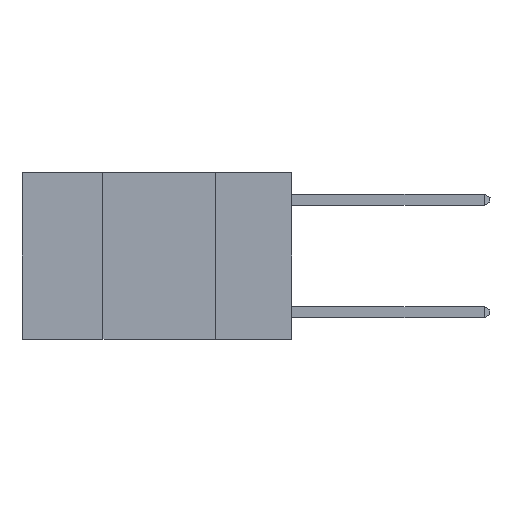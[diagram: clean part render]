
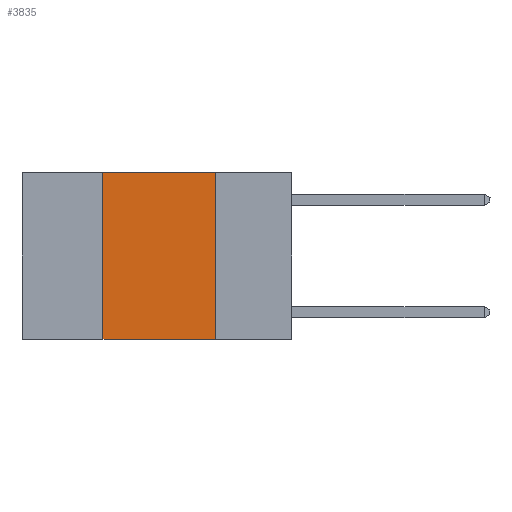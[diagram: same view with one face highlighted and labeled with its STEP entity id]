
A CAD part, left-side view. The second image highlights one B-rep face of the part: STEP entity #3835.
In plain terms, the highlighted planar face has unit normal (-1, 0, 0).
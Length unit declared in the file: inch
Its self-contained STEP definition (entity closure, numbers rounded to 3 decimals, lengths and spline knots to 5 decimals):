
#262 = LINE ( 'NONE', #4199, #6068 ) ;
#454 = CARTESIAN_POINT ( 'NONE',  ( 0., 0.42, -0.37 ) ) ;
#515 = CARTESIAN_POINT ( 'NONE',  ( 0., 0.42, 0. ) ) ;
#1147 = EDGE_CURVE ( 'NONE', #2197, #5688, #7877, .T. ) ;
#1514 = EDGE_LOOP ( 'NONE', ( #7355, #9599, #8279, #8369 ) ) ;
#1695 = FACE_OUTER_BOUND ( 'NONE', #1514, .T. ) ;
#2123 = VECTOR ( 'NONE', #6772, 39.37008 ) ;
#2197 = VERTEX_POINT ( 'NONE', #454 ) ;
#2222 = DIRECTION ( 'NONE',  ( 0., 0., 1. ) ) ;
#2934 = VECTOR ( 'NONE', #8009, 39.37008 ) ;
#2984 = EDGE_CURVE ( 'NONE', #5600, #8563, #9375, .T. ) ;
#3835 = ADVANCED_FACE ( 'NONE', ( #1695 ), #6458, .F. ) ;
#4199 = CARTESIAN_POINT ( 'NONE',  ( 0., 0.6, 0. ) ) ;
#5022 = CARTESIAN_POINT ( 'NONE',  ( 0., 0.17, 0. ) ) ;
#5600 = VERTEX_POINT ( 'NONE', #8962 ) ;
#5688 = VERTEX_POINT ( 'NONE', #9695 ) ;
#5690 = CARTESIAN_POINT ( 'NONE',  ( 0., 0.6, 0. ) ) ;
#5728 = EDGE_CURVE ( 'NONE', #2197, #8563, #5891, .T. ) ;
#5891 = LINE ( 'NONE', #9019, #2123 ) ;
#6068 = VECTOR ( 'NONE', #8817, 39.37008 ) ;
#6458 = PLANE ( 'NONE',  #9586 ) ;
#6772 = DIRECTION ( 'NONE',  ( 0., -1., 0. ) ) ;
#6967 = EDGE_CURVE ( 'NONE', #5688, #5600, #262, .T. ) ;
#7203 = DIRECTION ( 'NONE',  ( 0., 0., -1. ) ) ;
#7355 = ORIENTED_EDGE ( 'NONE', *, *, #2984, .F. ) ;
#7877 = LINE ( 'NONE', #515, #9839 ) ;
#8009 = DIRECTION ( 'NONE',  ( 0., 0., -1. ) ) ;
#8279 = ORIENTED_EDGE ( 'NONE', *, *, #1147, .F. ) ;
#8369 = ORIENTED_EDGE ( 'NONE', *, *, #5728, .T. ) ;
#8563 = VERTEX_POINT ( 'NONE', #9623 ) ;
#8817 = DIRECTION ( 'NONE',  ( 0., -1., 0. ) ) ;
#8962 = CARTESIAN_POINT ( 'NONE',  ( 0., 0.17, 0. ) ) ;
#9019 = CARTESIAN_POINT ( 'NONE',  ( 0., 0.6, -0.37 ) ) ;
#9375 = LINE ( 'NONE', #5022, #2934 ) ;
#9436 = DIRECTION ( 'NONE',  ( 1., 0., 0. ) ) ;
#9586 = AXIS2_PLACEMENT_3D ( 'NONE', #5690, #9436, #7203 ) ;
#9599 = ORIENTED_EDGE ( 'NONE', *, *, #6967, .F. ) ;
#9623 = CARTESIAN_POINT ( 'NONE',  ( 0., 0.17, -0.37 ) ) ;
#9695 = CARTESIAN_POINT ( 'NONE',  ( 0., 0.42, 0. ) ) ;
#9839 = VECTOR ( 'NONE', #2222, 39.37008 ) ;
